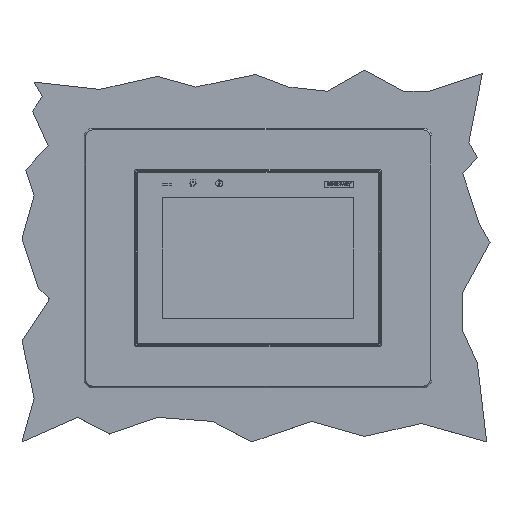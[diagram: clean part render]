
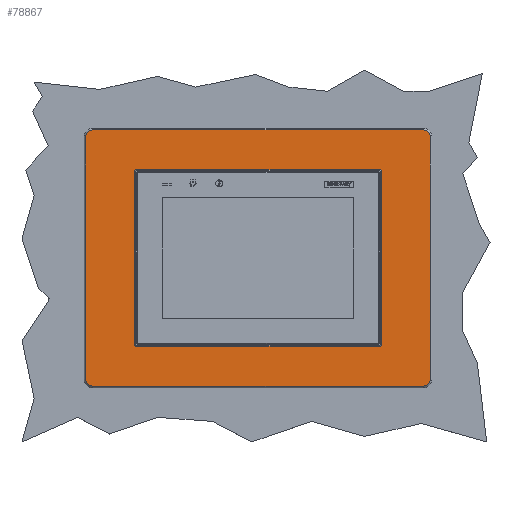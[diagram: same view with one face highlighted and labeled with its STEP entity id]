
A CAD part, top view. The second image highlights one B-rep face of the part: STEP entity #78867.
In plain terms, the highlighted planar face has unit normal (0, 0, 1).
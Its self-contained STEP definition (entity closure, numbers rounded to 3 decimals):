
#3930=CIRCLE('',#83348,8.);
#3932=CIRCLE('',#83352,8.);
#3934=CIRCLE('',#83356,8.);
#3936=CIRCLE('',#83360,8.);
#3939=CIRCLE('',#83368,4.);
#3940=CIRCLE('',#83369,4.);
#3941=CIRCLE('',#83370,4.);
#3942=CIRCLE('',#83371,4.);
#7573=FACE_BOUND('',#13964,.T.);
#10250=FACE_OUTER_BOUND('',#13963,.T.);
#13963=EDGE_LOOP('',(#64465,#64466,#64467,#64468,#64469,#64470,#64471,#64472));
#13964=EDGE_LOOP('',(#64473,#64474,#64475,#64476,#64477,#64478,#64479,#64480));
#20113=LINE('',#124550,#28665);
#20118=LINE('',#124564,#28670);
#20122=LINE('',#124576,#28674);
#20126=LINE('',#124588,#28678);
#20135=LINE('',#124614,#28687);
#20136=LINE('',#124618,#28688);
#20137=LINE('',#124622,#28689);
#20138=LINE('',#124626,#28690);
#28665=VECTOR('',#95640,10.);
#28670=VECTOR('',#95653,10.);
#28674=VECTOR('',#95665,10.);
#28678=VECTOR('',#95677,10.);
#28687=VECTOR('',#95706,10.);
#28688=VECTOR('',#95709,10.);
#28689=VECTOR('',#95712,10.);
#28690=VECTOR('',#95715,10.);
#36835=VERTEX_POINT('',#124547);
#36836=VERTEX_POINT('',#124549);
#36839=VERTEX_POINT('',#124557);
#36841=VERTEX_POINT('',#124562);
#36843=VERTEX_POINT('',#124569);
#36845=VERTEX_POINT('',#124574);
#36847=VERTEX_POINT('',#124581);
#36849=VERTEX_POINT('',#124586);
#36855=VERTEX_POINT('',#124612);
#36856=VERTEX_POINT('',#124613);
#36857=VERTEX_POINT('',#124615);
#36858=VERTEX_POINT('',#124617);
#36859=VERTEX_POINT('',#124619);
#36860=VERTEX_POINT('',#124621);
#36861=VERTEX_POINT('',#124623);
#36862=VERTEX_POINT('',#124625);
#47424=EDGE_CURVE('',#36835,#36836,#20113,.T.);
#47429=EDGE_CURVE('',#36839,#36835,#3930,.T.);
#47431=EDGE_CURVE('',#36841,#36839,#20118,.T.);
#47435=EDGE_CURVE('',#36843,#36841,#3932,.T.);
#47437=EDGE_CURVE('',#36845,#36843,#20122,.T.);
#47441=EDGE_CURVE('',#36847,#36845,#3934,.T.);
#47443=EDGE_CURVE('',#36849,#36847,#20126,.T.);
#47446=EDGE_CURVE('',#36836,#36849,#3936,.T.);
#47456=EDGE_CURVE('',#36855,#36856,#20135,.T.);
#47457=EDGE_CURVE('',#36857,#36856,#3939,.T.);
#47458=EDGE_CURVE('',#36857,#36858,#20136,.T.);
#47459=EDGE_CURVE('',#36859,#36858,#3940,.T.);
#47460=EDGE_CURVE('',#36859,#36860,#20137,.T.);
#47461=EDGE_CURVE('',#36861,#36860,#3941,.T.);
#47462=EDGE_CURVE('',#36861,#36862,#20138,.T.);
#47463=EDGE_CURVE('',#36855,#36862,#3942,.T.);
#64465=ORIENTED_EDGE('',*,*,#47424,.F.);
#64466=ORIENTED_EDGE('',*,*,#47429,.F.);
#64467=ORIENTED_EDGE('',*,*,#47431,.F.);
#64468=ORIENTED_EDGE('',*,*,#47435,.F.);
#64469=ORIENTED_EDGE('',*,*,#47437,.F.);
#64470=ORIENTED_EDGE('',*,*,#47441,.F.);
#64471=ORIENTED_EDGE('',*,*,#47443,.F.);
#64472=ORIENTED_EDGE('',*,*,#47446,.F.);
#64473=ORIENTED_EDGE('',*,*,#47456,.T.);
#64474=ORIENTED_EDGE('',*,*,#47457,.F.);
#64475=ORIENTED_EDGE('',*,*,#47458,.T.);
#64476=ORIENTED_EDGE('',*,*,#47459,.F.);
#64477=ORIENTED_EDGE('',*,*,#47460,.T.);
#64478=ORIENTED_EDGE('',*,*,#47461,.F.);
#64479=ORIENTED_EDGE('',*,*,#47462,.T.);
#64480=ORIENTED_EDGE('',*,*,#47463,.F.);
#76263=PLANE('',#83367);
#78867=ADVANCED_FACE('',(#10250,#7573),#76263,.T.);
#83348=AXIS2_PLACEMENT_3D('',#124559,#95648,#95649);
#83352=AXIS2_PLACEMENT_3D('',#124571,#95660,#95661);
#83356=AXIS2_PLACEMENT_3D('',#124583,#95672,#95673);
#83360=AXIS2_PLACEMENT_3D('',#124592,#95683,#95684);
#83367=AXIS2_PLACEMENT_3D('',#124611,#95704,#95705);
#83368=AXIS2_PLACEMENT_3D('',#124616,#95707,#95708);
#83369=AXIS2_PLACEMENT_3D('',#124620,#95710,#95711);
#83370=AXIS2_PLACEMENT_3D('',#124624,#95713,#95714);
#83371=AXIS2_PLACEMENT_3D('',#124627,#95716,#95717);
#95640=DIRECTION('',(0.,-1.,0.));
#95648=DIRECTION('center_axis',(0.,0.,-1.));
#95649=DIRECTION('ref_axis',(0.707,0.707,0.));
#95653=DIRECTION('',(1.,0.,0.));
#95660=DIRECTION('center_axis',(0.,0.,-1.));
#95661=DIRECTION('ref_axis',(-0.707,0.707,0.));
#95665=DIRECTION('',(0.,1.,0.));
#95672=DIRECTION('center_axis',(0.,0.,-1.));
#95673=DIRECTION('ref_axis',(-0.707,-0.707,0.));
#95677=DIRECTION('',(-1.,0.,0.));
#95683=DIRECTION('center_axis',(0.,0.,-1.));
#95684=DIRECTION('ref_axis',(0.707,-0.707,0.));
#95704=DIRECTION('center_axis',(0.,0.,1.));
#95705=DIRECTION('ref_axis',(1.,0.,0.));
#95706=DIRECTION('',(0.,1.,0.));
#95707=DIRECTION('center_axis',(0.,0.,1.));
#95708=DIRECTION('ref_axis',(-0.707,0.707,0.));
#95709=DIRECTION('',(1.,0.,0.));
#95710=DIRECTION('center_axis',(0.,0.,1.));
#95711=DIRECTION('ref_axis',(0.707,0.707,0.));
#95712=DIRECTION('',(0.,-1.,0.));
#95713=DIRECTION('center_axis',(0.,0.,1.));
#95714=DIRECTION('ref_axis',(0.707,-0.707,0.));
#95715=DIRECTION('',(-1.,0.,0.));
#95716=DIRECTION('center_axis',(0.,0.,1.));
#95717=DIRECTION('ref_axis',(-0.707,-0.707,0.));
#124547=CARTESIAN_POINT('',(197.,138.5,5.));
#124549=CARTESIAN_POINT('',(197.,-138.5,5.));
#124550=CARTESIAN_POINT('',(197.,-74.25,5.));
#124557=CARTESIAN_POINT('',(189.,146.5,5.));
#124559=CARTESIAN_POINT('Origin',(189.,138.5,5.));
#124562=CARTESIAN_POINT('',(-189.,146.5,5.));
#124564=CARTESIAN_POINT('',(99.5,146.5,5.));
#124569=CARTESIAN_POINT('',(-197.,138.5,5.));
#124571=CARTESIAN_POINT('Origin',(-189.,138.5,5.));
#124574=CARTESIAN_POINT('',(-197.,-138.5,5.));
#124576=CARTESIAN_POINT('',(-197.,74.25,5.));
#124581=CARTESIAN_POINT('',(-189.,-146.5,5.));
#124583=CARTESIAN_POINT('Origin',(-189.,-138.5,5.));
#124586=CARTESIAN_POINT('',(189.,-146.5,5.));
#124588=CARTESIAN_POINT('',(-99.5,-146.5,5.));
#124592=CARTESIAN_POINT('Origin',(189.,-138.5,5.));
#124611=CARTESIAN_POINT('Origin',(0.,0.,5.));
#124612=CARTESIAN_POINT('',(-137.3,-92.9,5.));
#124613=CARTESIAN_POINT('',(-137.3,92.9,5.));
#124614=CARTESIAN_POINT('',(-137.3,-48.45,5.));
#124615=CARTESIAN_POINT('',(-133.3,96.9,5.));
#124616=CARTESIAN_POINT('Origin',(-133.3,92.9,5.));
#124617=CARTESIAN_POINT('',(133.3,96.9,5.));
#124618=CARTESIAN_POINT('',(-68.65,96.9,5.));
#124619=CARTESIAN_POINT('',(137.3,92.9,5.));
#124620=CARTESIAN_POINT('Origin',(133.3,92.9,5.));
#124621=CARTESIAN_POINT('',(137.3,-92.9,5.));
#124622=CARTESIAN_POINT('',(137.3,48.45,5.));
#124623=CARTESIAN_POINT('',(133.3,-96.9,5.));
#124624=CARTESIAN_POINT('Origin',(133.3,-92.9,5.));
#124625=CARTESIAN_POINT('',(-133.3,-96.9,5.));
#124626=CARTESIAN_POINT('',(68.65,-96.9,5.));
#124627=CARTESIAN_POINT('Origin',(-133.3,-92.9,5.));
